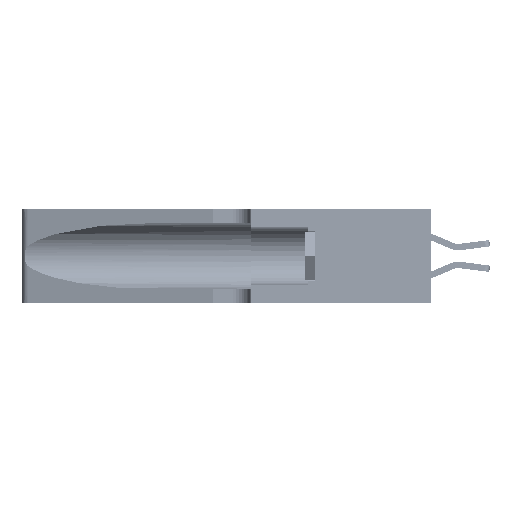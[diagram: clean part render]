
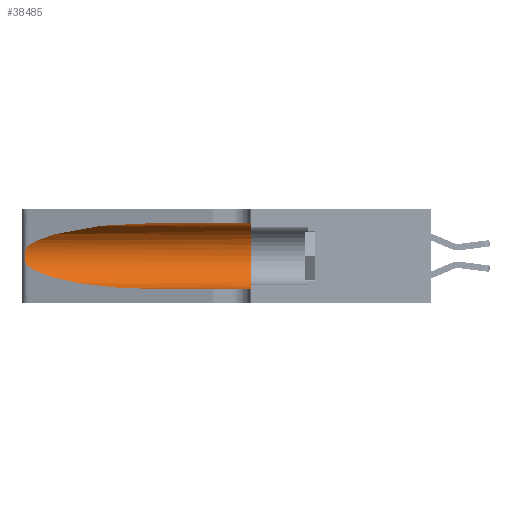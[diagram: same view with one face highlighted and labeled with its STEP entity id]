
A CAD part, left-side view. The second image highlights one B-rep face of the part: STEP entity #38485.
In plain terms, the highlighted cylindrical face has radius 3.308 mm (diameter 6.617 mm), a partial arc.
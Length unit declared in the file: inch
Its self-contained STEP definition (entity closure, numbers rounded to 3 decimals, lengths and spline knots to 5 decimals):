
#723 = EDGE_CURVE ( 'NONE', #43708, #14823, #6212, .T. ) ;
#1948 = CARTESIAN_POINT ( 'NONE',  ( 0.25856, 1.23593, 0.16098 ) ) ;
#4685 = CARTESIAN_POINT ( 'NONE',  ( 0.18966, 0.96281, 0.31525 ) ) ;
#5896 = CARTESIAN_POINT ( 'NONE',  ( 0.25639, 1.23186, 0.15144 ) ) ;
#6212 = LINE ( 'NONE', #23057, #35674 ) ;
#7281 =( BOUNDED_CURVE ( )  B_SPLINE_CURVE ( 3, ( #46893, #4685, #16409, #43190 ),
 .UNSPECIFIED., .F., .F. ) 
 B_SPLINE_CURVE_WITH_KNOTS ( ( 4, 4 ),
 ( 1.5708, 2.84003 ),
 .UNSPECIFIED. ) 
 CURVE ( )  GEOMETRIC_REPRESENTATION_ITEM ( )  RATIONAL_B_SPLINE_CURVE ( ( 1., 0.87, 0.87, 1. ) ) 
 REPRESENTATION_ITEM ( '' )  );
#8543 = CARTESIAN_POINT ( 'NONE',  ( 0.1305, 0.72297, 0.05475 ) ) ;
#8860 = EDGE_LOOP ( 'NONE', ( #39674, #40347, #40391, #40670, #41552, #42645 ) ) ;
#8864 = EDGE_CURVE ( 'NONE', #21305, #33689, #28912, .T. ) ;
#9314 = VERTEX_POINT ( 'NONE', #24738 ) ;
#9829 = CARTESIAN_POINT ( 'NONE',  ( 0.25487, 1.22718, 0.14631 ) ) ;
#11469 = CARTESIAN_POINT ( 'NONE',  ( 0.1305, 1.61858, 0.185 ) ) ;
#12600 =( BOUNDED_CURVE ( )  B_SPLINE_CURVE ( 3, ( #47408, #32215, #43724, #20810 ),
 .UNSPECIFIED., .F., .F. ) 
 B_SPLINE_CURVE_WITH_KNOTS ( ( 4, 4 ),
 ( 3.44316, 4.71239 ),
 .UNSPECIFIED. ) 
 CURVE ( )  GEOMETRIC_REPRESENTATION_ITEM ( )  RATIONAL_B_SPLINE_CURVE ( ( 1., 0.87, 0.87, 1. ) ) 
 REPRESENTATION_ITEM ( '' )  );
#13921 = CIRCLE ( 'NONE', #38361, 0.13025 ) ;
#14823 = VERTEX_POINT ( 'NONE', #15679 ) ;
#15172 = DIRECTION ( 'NONE',  ( 0., -1., 0. ) ) ;
#15358 = DIRECTION ( 'NONE',  ( 0., -1., 0. ) ) ;
#15679 = CARTESIAN_POINT ( 'NONE',  ( 0.1305, 0.35, 0.05475 ) ) ;
#16409 = CARTESIAN_POINT ( 'NONE',  ( 0.2373, 1.15595, 0.28018 ) ) ;
#16862 = CARTESIAN_POINT ( 'NONE',  ( 0.25487, 1.22718, 0.14631 ) ) ;
#17277 = CARTESIAN_POINT ( 'NONE',  ( 0.25555, 1.22994, 0.2215 ) ) ;
#17432 = CARTESIAN_POINT ( 'NONE',  ( 0.25854, 1.2359, 0.20912 ) ) ;
#17788 = VERTEX_POINT ( 'NONE', #32647 ) ;
#17984 = LINE ( 'NONE', #33615, #28180 ) ;
#19540 = CARTESIAN_POINT ( 'NONE',  ( 0.1305, 0.35, 0.185 ) ) ;
#20810 = CARTESIAN_POINT ( 'NONE',  ( 0.1305, 0.72297, 0.05475 ) ) ;
#21305 = VERTEX_POINT ( 'NONE', #36864 ) ;
#21311 = CARTESIAN_POINT ( 'NONE',  ( 0.26075, 1.23896, 0.19203 ) ) ;
#23057 = CARTESIAN_POINT ( 'NONE',  ( 0.1305, 1.61858, 0.05475 ) ) ;
#23392 = DIRECTION ( 'NONE',  ( 0., 0., 1. ) ) ;
#24738 = CARTESIAN_POINT ( 'NONE',  ( 0.1305, 0.72297, 0.31525 ) ) ;
#24758 = EDGE_CURVE ( 'NONE', #9314, #21305, #7281, .T. ) ;
#25153 = CARTESIAN_POINT ( 'NONE',  ( 0.26017, 1.23833, 0.17102 ) ) ;
#28180 = VECTOR ( 'NONE', #37421, 39.37008 ) ;
#28912 = B_SPLINE_CURVE_WITH_KNOTS ( 'NONE', 3,
 ( #32714, #17277, #36507, #40370, #17432, #44229, #21311, #48081, #25153, #1948, #29023, #5896, #32884, #9829 ),
 .UNSPECIFIED., .F., .F.,
 ( 4, 2, 2, 2, 2, 2, 4 ),
 ( 0., 0.00027, 0.00053, 0.00107, 0.0016, 0.00187, 0.00214 ),
 .UNSPECIFIED. ) ;
#29023 = CARTESIAN_POINT ( 'NONE',  ( 0.25789, 1.23486, 0.15765 ) ) ;
#29400 = EDGE_CURVE ( 'NONE', #17788, #14823, #13921, .T. ) ;
#32215 = CARTESIAN_POINT ( 'NONE',  ( 0.2373, 1.15595, 0.08982 ) ) ;
#32647 = CARTESIAN_POINT ( 'NONE',  ( 0.1305, 0.35, 0.31525 ) ) ;
#32714 = CARTESIAN_POINT ( 'NONE',  ( 0.25487, 1.22718, 0.22369 ) ) ;
#32884 = CARTESIAN_POINT ( 'NONE',  ( 0.25555, 1.22993, 0.14849 ) ) ;
#33189 = AXIS2_PLACEMENT_3D ( 'NONE', #11469, #15358, #42154 ) ;
#33615 = CARTESIAN_POINT ( 'NONE',  ( 0.1305, 1.61858, 0.31525 ) ) ;
#33689 = VERTEX_POINT ( 'NONE', #16862 ) ;
#35674 = VECTOR ( 'NONE', #15172, 39.37008 ) ;
#36507 = CARTESIAN_POINT ( 'NONE',  ( 0.25639, 1.23184, 0.21858 ) ) ;
#36864 = CARTESIAN_POINT ( 'NONE',  ( 0.25487, 1.22718, 0.22369 ) ) ;
#37311 = CYLINDRICAL_SURFACE ( 'NONE', #33189, 0.13025 ) ;
#37421 = DIRECTION ( 'NONE',  ( 0., -1., 0. ) ) ;
#38361 = AXIS2_PLACEMENT_3D ( 'NONE', #19540, #46323, #23392 ) ;
#38485 = ADVANCED_FACE ( 'NONE', ( #48713 ), #37311, .F. ) ;
#39469 = EDGE_CURVE ( 'NONE', #33689, #43708, #12600, .T. ) ;
#39674 = ORIENTED_EDGE ( 'NONE', *, *, #24758, .T. ) ;
#40252 = EDGE_CURVE ( 'NONE', #9314, #17788, #17984, .T. ) ;
#40347 = ORIENTED_EDGE ( 'NONE', *, *, #8864, .T. ) ;
#40370 = CARTESIAN_POINT ( 'NONE',  ( 0.25787, 1.23484, 0.2124 ) ) ;
#40391 = ORIENTED_EDGE ( 'NONE', *, *, #39469, .T. ) ;
#40670 = ORIENTED_EDGE ( 'NONE', *, *, #723, .T. ) ;
#41552 = ORIENTED_EDGE ( 'NONE', *, *, #29400, .F. ) ;
#42154 = DIRECTION ( 'NONE',  ( 0., 0., -1. ) ) ;
#42645 = ORIENTED_EDGE ( 'NONE', *, *, #40252, .F. ) ;
#43190 = CARTESIAN_POINT ( 'NONE',  ( 0.25487, 1.22718, 0.22369 ) ) ;
#43708 = VERTEX_POINT ( 'NONE', #8543 ) ;
#43724 = CARTESIAN_POINT ( 'NONE',  ( 0.18966, 0.96281, 0.05475 ) ) ;
#44229 = CARTESIAN_POINT ( 'NONE',  ( 0.26018, 1.23835, 0.19895 ) ) ;
#46323 = DIRECTION ( 'NONE',  ( 0., 1., 0. ) ) ;
#46893 = CARTESIAN_POINT ( 'NONE',  ( 0.1305, 0.72297, 0.31525 ) ) ;
#47408 = CARTESIAN_POINT ( 'NONE',  ( 0.25487, 1.22718, 0.14631 ) ) ;
#48081 = CARTESIAN_POINT ( 'NONE',  ( 0.26075, 1.23896, 0.178 ) ) ;
#48713 = FACE_OUTER_BOUND ( 'NONE', #8860, .T. ) ;
